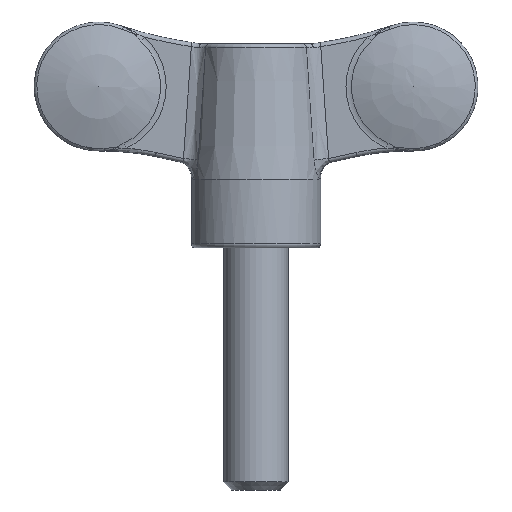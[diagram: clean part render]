
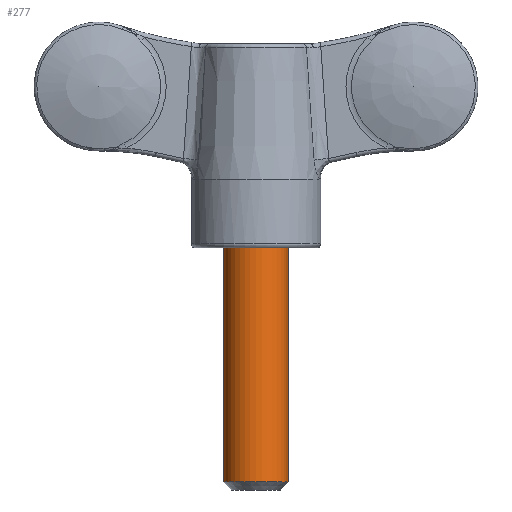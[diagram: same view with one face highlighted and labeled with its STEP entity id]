
A CAD part, front view. The second image highlights one B-rep face of the part: STEP entity #277.
In plain terms, the highlighted cylindrical face has radius 4 mm (diameter 8 mm), a full revolution.
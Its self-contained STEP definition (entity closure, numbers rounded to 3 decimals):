
#277 = ADVANCED_FACE( '', ( #616, #617 ), #618, .T. );
#616 = FACE_OUTER_BOUND( '', #3238, .T. );
#617 = FACE_OUTER_BOUND( '', #3239, .T. );
#618 = CYLINDRICAL_SURFACE( '', #3240, 4. );
#3238 = EDGE_LOOP( '', ( #5332 ) );
#3239 = EDGE_LOOP( '', ( #5333 ) );
#3240 = AXIS2_PLACEMENT_3D( '', #5334, #5335, #5336 );
#5332 = ORIENTED_EDGE( '', *, *, #5978, .T. );
#5333 = ORIENTED_EDGE( '', *, *, #5888, .F. );
#5334 = CARTESIAN_POINT( '', ( 0., 0., 7.15 ) );
#5335 = DIRECTION( '', ( 0., 0., -1. ) );
#5336 = DIRECTION( '', ( 1., 0., 0. ) );
#5888 = EDGE_CURVE( '', #6371, #6371, #6372, .T. );
#5978 = EDGE_CURVE( '', #6496, #6496, #6497, .T. );
#6371 = VERTEX_POINT( '', #7907 );
#6372 = CIRCLE( '', #7908, 4. );
#6496 = VERTEX_POINT( '', #8497 );
#6497 = CIRCLE( '', #8498, 4. );
#7907 = CARTESIAN_POINT( '', ( 4., 0., -20. ) );
#7908 = AXIS2_PLACEMENT_3D( '', #9125, #9126, #9127 );
#8497 = CARTESIAN_POINT( '', ( 4., 0., -49. ) );
#8498 = AXIS2_PLACEMENT_3D( '', #9214, #9215, #9216 );
#9125 = CARTESIAN_POINT( '', ( 0., 0., -20. ) );
#9126 = DIRECTION( '', ( 0., 0., 1. ) );
#9127 = DIRECTION( '', ( 1., 0., 0. ) );
#9214 = CARTESIAN_POINT( '', ( 0., 0., -49. ) );
#9215 = DIRECTION( '', ( 0., 0., 1. ) );
#9216 = DIRECTION( '', ( 1., 0., 0. ) );
